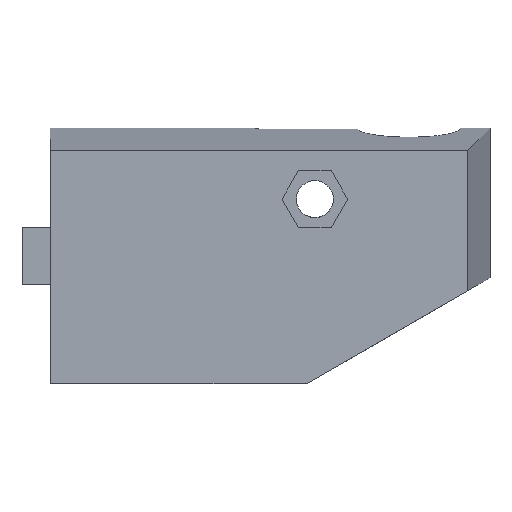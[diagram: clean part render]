
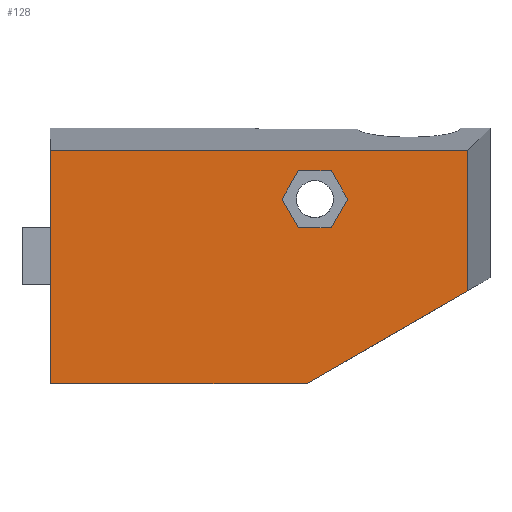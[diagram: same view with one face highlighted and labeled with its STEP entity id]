
A CAD part, left-side view. The second image highlights one B-rep face of the part: STEP entity #128.
In plain terms, the highlighted planar face has unit normal (-1, 0, 0).
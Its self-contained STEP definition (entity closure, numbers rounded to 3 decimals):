
#128=ADVANCED_FACE('',(#297,#298),#299,.T.);
#297=FACE_OUTER_BOUND('',#505,.T.);
#298=FACE_BOUND('',#506,.T.);
#299=PLANE('',#507);
#505=EDGE_LOOP('',(#844,#845,#846,#847,#848));
#506=EDGE_LOOP('',(#849,#850,#851,#852,#853,#854));
#507=AXIS2_PLACEMENT_3D('',#855,#856,#857);
#844=ORIENTED_EDGE('',*,*,#1354,.T.);
#845=ORIENTED_EDGE('',*,*,#1355,.T.);
#846=ORIENTED_EDGE('',*,*,#1280,.T.);
#847=ORIENTED_EDGE('',*,*,#1356,.F.);
#848=ORIENTED_EDGE('',*,*,#1357,.T.);
#849=ORIENTED_EDGE('',*,*,#1358,.F.);
#850=ORIENTED_EDGE('',*,*,#1359,.F.);
#851=ORIENTED_EDGE('',*,*,#1360,.F.);
#852=ORIENTED_EDGE('',*,*,#1361,.F.);
#853=ORIENTED_EDGE('',*,*,#1362,.F.);
#854=ORIENTED_EDGE('',*,*,#1352,.F.);
#855=CARTESIAN_POINT('',(-22.5,-63.0,0.));
#856=DIRECTION('',(-1.0,0.0,0.0));
#857=DIRECTION('',(0.0,0.0,1.0));
#1280=EDGE_CURVE('',#1544,#1542,#1545,.T.);
#1352=EDGE_CURVE('',#1659,#1657,#1661,.T.);
#1354=EDGE_CURVE('',#1663,#1664,#1665,.T.);
#1355=EDGE_CURVE('',#1664,#1544,#1666,.T.);
#1356=EDGE_CURVE('',#1667,#1542,#1668,.T.);
#1357=EDGE_CURVE('',#1667,#1663,#1669,.T.);
#1358=EDGE_CURVE('',#1670,#1659,#1671,.T.);
#1359=EDGE_CURVE('',#1672,#1670,#1673,.T.);
#1360=EDGE_CURVE('',#1674,#1672,#1675,.T.);
#1361=EDGE_CURVE('',#1676,#1674,#1677,.T.);
#1362=EDGE_CURVE('',#1657,#1676,#1678,.T.);
#1542=VERTEX_POINT('',#1909);
#1544=VERTEX_POINT('',#1912);
#1545=LINE('',#1913,#1914);
#1657=VERTEX_POINT('',#2072);
#1659=VERTEX_POINT('',#2075);
#1661=LINE('',#2078,#2079);
#1663=VERTEX_POINT('',#2081);
#1664=VERTEX_POINT('',#2082);
#1665=LINE('',#2083,#2084);
#1666=LINE('',#2085,#2086);
#1667=VERTEX_POINT('',#2087);
#1668=LINE('',#2088,#2089);
#1669=LINE('',#2090,#2091);
#1670=VERTEX_POINT('',#2092);
#1671=LINE('',#2093,#2094);
#1672=VERTEX_POINT('',#2095);
#1673=LINE('',#2096,#2097);
#1674=VERTEX_POINT('',#2098);
#1675=LINE('',#2099,#2100);
#1676=VERTEX_POINT('',#2101);
#1677=LINE('',#2102,#2103);
#1678=LINE('',#2104,#2105);
#1909=CARTESIAN_POINT('',(-22.5,-73.333,-6.142));
#1912=CARTESIAN_POINT('',(-22.5,-45.0,-22.5));
#1913=CARTESIAN_POINT('',(-22.5,-45.0,-22.5));
#1914=VECTOR('',#2397,32.716);
#2072=CARTESIAN_POINT('',(-22.5,-52.274,10.0));
#2075=CARTESIAN_POINT('',(-22.5,-49.387,5.));
#2078=CARTESIAN_POINT('',(-22.5,-49.387,5.));
#2079=VECTOR('',#2476,5.774);
#2081=CARTESIAN_POINT('',(-22.5,0.,18.533));
#2082=CARTESIAN_POINT('',(-22.5,0.,-22.5));
#2083=CARTESIAN_POINT('',(-22.5,0.,18.533));
#2084=VECTOR('',#2477,41.033);
#2085=CARTESIAN_POINT('',(-22.5,0.,-22.5));
#2086=VECTOR('',#2478,45.0);
#2087=CARTESIAN_POINT('',(-22.5,-73.333,18.533));
#2088=CARTESIAN_POINT('',(-22.5,-73.333,18.533));
#2089=VECTOR('',#2479,24.675);
#2090=CARTESIAN_POINT('',(-22.5,-73.333,18.533));
#2091=VECTOR('',#2480,73.333);
#2092=CARTESIAN_POINT('',(-22.5,-43.613,5.));
#2093=CARTESIAN_POINT('',(-22.5,-43.613,5.));
#2094=VECTOR('',#2481,5.774);
#2095=CARTESIAN_POINT('',(-22.5,-40.726,10.0));
#2096=CARTESIAN_POINT('',(-22.5,-40.726,10.0));
#2097=VECTOR('',#2482,5.774);
#2098=CARTESIAN_POINT('',(-22.5,-43.613,15.0));
#2099=CARTESIAN_POINT('',(-22.5,-43.613,15.0));
#2100=VECTOR('',#2483,5.774);
#2101=CARTESIAN_POINT('',(-22.5,-49.387,15.0));
#2102=CARTESIAN_POINT('',(-22.5,-49.387,15.0));
#2103=VECTOR('',#2484,5.774);
#2104=CARTESIAN_POINT('',(-22.5,-52.274,10.0));
#2105=VECTOR('',#2485,5.774);
#2397=DIRECTION('',(0.0,-0.866,0.5));
#2476=DIRECTION('',(0.0,-0.5,0.866));
#2477=DIRECTION('',(0.0,0.0,-1.0));
#2478=DIRECTION('',(0.0,-1.0,0.0));
#2479=DIRECTION('',(0.0,0.0,-1.0));
#2480=DIRECTION('',(0.0,1.0,0.0));
#2481=DIRECTION('',(0.0,-1.0,0.0));
#2482=DIRECTION('',(0.,-0.5,-0.866));
#2483=DIRECTION('',(0.,0.5,-0.866));
#2484=DIRECTION('',(0.0,1.0,0.0));
#2485=DIRECTION('',(0.,0.5,0.866));
